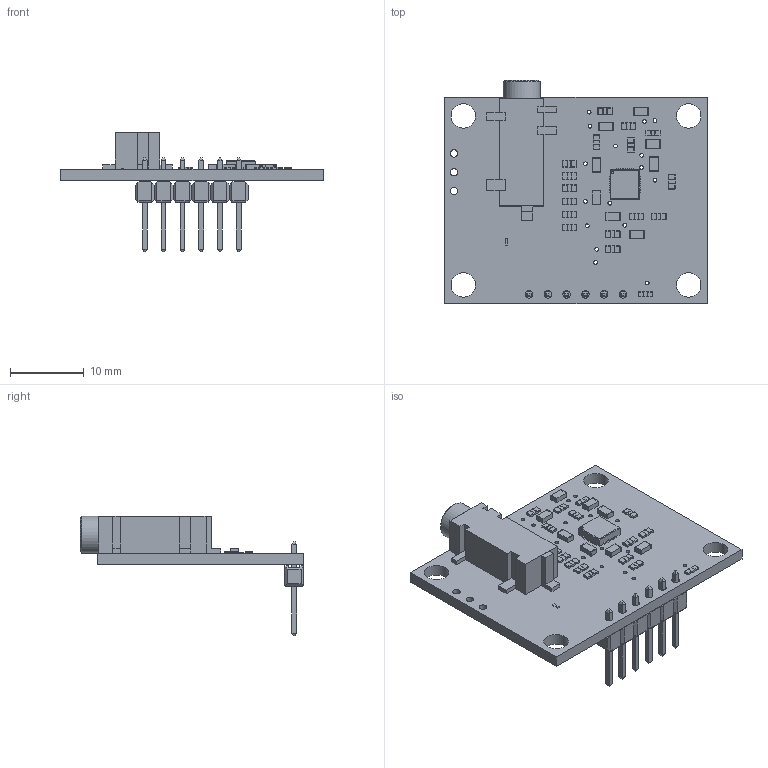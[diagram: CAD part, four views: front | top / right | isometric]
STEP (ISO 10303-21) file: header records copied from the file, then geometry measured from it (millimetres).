
FILE_DESCRIPTION(/* description */ (''),/* implementation_level */ '2;1');
FILE_NAME(/* name */ 'AD8232 v4.step',/* time_stamp */ '2024-02-19T02:52:17-05:00',/* author */ (''),/* organization */ (''),/* preprocessor_version */ 'ST-DEVELOPER v20',/* originating_system */ 'Autodesk Translation Framework v12.20.1.177',/* authorisation */ '');
FILE_SCHEMA (('AUTOMOTIVE_DESIGN { 1 0 10303 214 3 1 1 }'));
Length unit declared in the file: millimetre
Products named in the file (44): (Sin guardar); PCB Component; Board; AD8232; 180k; 180k_1; 1M; 10M; 10M_1; 1M_1; 100k; 1nF; 0.1uf; 0.1uF_1; 0.33uF; 0.33uF_1; 1.5nF; 10nF; 10M_2; 10M_3; 1.4M; 10M_4; 10M_5; 1M_2; 360k; AUDIO-JACK-3.5MM-SMD; STAND-OFF; STAND-OFF_1; STAND-OFF_2; STAND-OFF_3; SFE_LOGO_NAME_FLAME.1_INCH; OSHW-LOGOS; 1X06; 10K; 1X03; 1k; RED; LED DISABLE; 0; DNP ...
Assembly tree (43 placements, depth 3):
  (Sin guardar)
    PCB Component
      Board
      AD8232
      180k
      180k_1
      1M
      10M
      10M_1
      1M_1
      100k
      1nF
      0.1uf
      0.1uF_1
      0.33uF
      0.33uF_1
      1.5nF
      10nF
      10M_2
      10M_3
      1.4M
      10M_4
      10M_5
      1M_2
      360k
      AUDIO-JACK-3.5MM-SMD
      STAND-OFF
      STAND-OFF_1
      STAND-OFF_2
      STAND-OFF_3
      SFE_LOGO_NAME_FLAME.1_INCH
      OSHW-LOGOS
      1X06
      10K
      1X03
      1k
      RED
      LED DISABLE
      0
      DNP
      0_1
      DNP_1
      FIDUCIAL1X2
      FIDUCIAL1X2_1
Bounding box: 35.56 x 30.21 x 16.15 mm (x, y, z)
Volume: 1964.2 mm3; surface area: 3470.1 mm2
Topology: 40 solids, 46 shells, 1863 faces, 3923 edges, 2196 vertices
Faces by surface type: plane 788, cylinder 671, sphere 400, cone 4
Full cylindrical faces by diameter (mm): 0.3 x1, 0.508 x19, 1.016 x9, 1.5 x2, 2 x2, 3.302 x4, 3.6 x1, 5 x1
Entity records: 51410 total; most frequent: DIRECTION 9195, CARTESIAN_POINT 8069, ORIENTED_EDGE 7806, EDGE_CURVE 3923, AXIS2_PLACEMENT_3D 3322, LINE 2551, VECTOR 2551, VERTEX_POINT 2196
